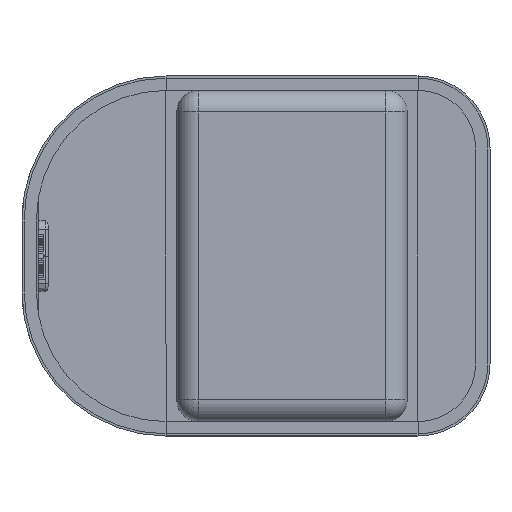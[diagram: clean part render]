
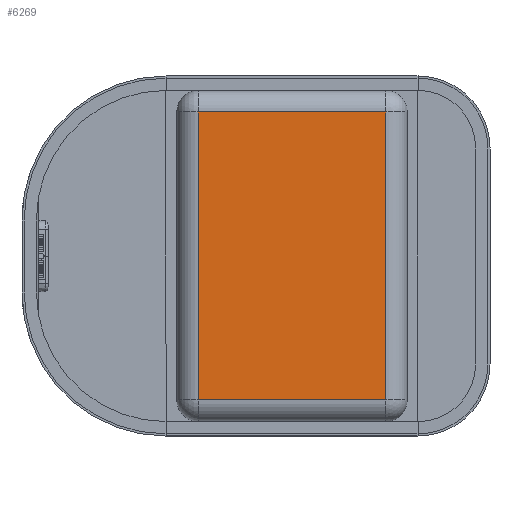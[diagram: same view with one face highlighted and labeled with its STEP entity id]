
A CAD part, front view. The second image highlights one B-rep face of the part: STEP entity #6269.
In plain terms, the highlighted face is planar.
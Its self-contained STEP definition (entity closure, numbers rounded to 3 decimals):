
#36 = VECTOR ( 'NONE', #26621, 1000. ) ;
#126 = VECTOR ( 'NONE', #7787, 1000. ) ;
#880 = ORIENTED_EDGE ( 'NONE', *, *, #20420, .T. ) ;
#998 = DIRECTION ( 'NONE',  ( 0., 0., 1. ) ) ;
#3692 = CARTESIAN_POINT ( 'NONE',  ( -195., 80., -215. ) ) ;
#4145 = VERTEX_POINT ( 'NONE', #31321 ) ;
#4248 = VECTOR ( 'NONE', #18796, 1000. ) ;
#4559 = ORIENTED_EDGE ( 'NONE', *, *, #20668, .T. ) ;
#5082 = LINE ( 'NONE', #22286, #36 ) ;
#5200 = LINE ( 'NONE', #24335, #126 ) ;
#5367 = CARTESIAN_POINT ( 'NONE',  ( 205., 80., -215. ) ) ;
#6269 = ADVANCED_FACE ( 'NONE', ( #30576 ), #30250, .F. ) ;
#6306 = EDGE_LOOP ( 'NONE', ( #12285, #4559, #880, #10187 ) ) ;
#6446 = LINE ( 'NONE', #8870, #4248 ) ;
#7787 = DIRECTION ( 'NONE',  ( 0., 1., 0. ) ) ;
#8870 = CARTESIAN_POINT ( 'NONE',  ( 205., 0., -215. ) ) ;
#10187 = ORIENTED_EDGE ( 'NONE', *, *, #11595, .T. ) ;
#11579 = VERTEX_POINT ( 'NONE', #12641 ) ;
#11595 = EDGE_CURVE ( 'NONE', #4145, #11579, #5082, .T. ) ;
#11737 = LINE ( 'NONE', #26510, #17081 ) ;
#12285 = ORIENTED_EDGE ( 'NONE', *, *, #19829, .T. ) ;
#12641 = CARTESIAN_POINT ( 'NONE',  ( -195., -180., -215. ) ) ;
#16719 = DIRECTION ( 'NONE',  ( 1., 0., 0. ) ) ;
#17081 = VECTOR ( 'NONE', #16719, 1000. ) ;
#18339 = DIRECTION ( 'NONE',  ( 1., 0., 0. ) ) ;
#18796 = DIRECTION ( 'NONE',  ( 0., -1., 0. ) ) ;
#19829 = EDGE_CURVE ( 'NONE', #11579, #31577, #5200, .T. ) ;
#20302 = CARTESIAN_POINT ( 'NONE',  ( 0., 0., -215. ) ) ;
#20420 = EDGE_CURVE ( 'NONE', #31517, #4145, #6446, .T. ) ;
#20668 = EDGE_CURVE ( 'NONE', #31577, #31517, #11737, .T. ) ;
#22286 = CARTESIAN_POINT ( 'NONE',  ( 0., -180., -215. ) ) ;
#23576 = AXIS2_PLACEMENT_3D ( 'NONE', #20302, #998, #18339 ) ;
#24335 = CARTESIAN_POINT ( 'NONE',  ( -195., 0., -215. ) ) ;
#26510 = CARTESIAN_POINT ( 'NONE',  ( 0., 80., -215. ) ) ;
#26621 = DIRECTION ( 'NONE',  ( -1., 0., 0. ) ) ;
#30250 = PLANE ( 'NONE',  #23576 ) ;
#30576 = FACE_OUTER_BOUND ( 'NONE', #6306, .T. ) ;
#31321 = CARTESIAN_POINT ( 'NONE',  ( 205., -180., -215. ) ) ;
#31517 = VERTEX_POINT ( 'NONE', #5367 ) ;
#31577 = VERTEX_POINT ( 'NONE', #3692 ) ;
